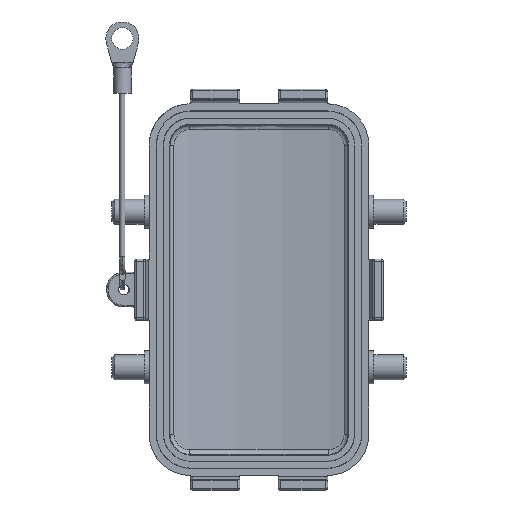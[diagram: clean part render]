
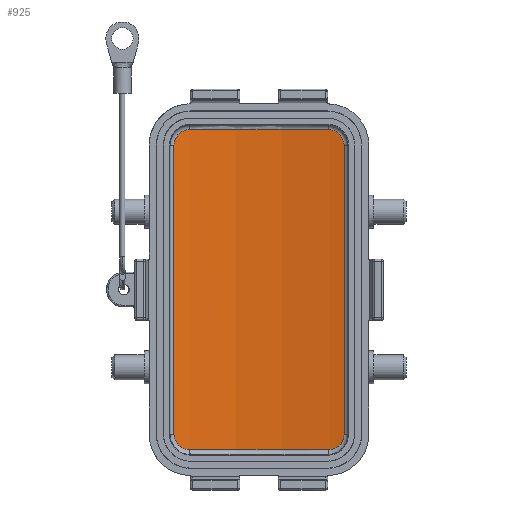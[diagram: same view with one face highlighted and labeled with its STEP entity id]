
A CAD part, front view. The second image highlights one B-rep face of the part: STEP entity #925.
In plain terms, the highlighted cylindrical face has radius 77.4 mm (diameter 154.8 mm), a partial arc.
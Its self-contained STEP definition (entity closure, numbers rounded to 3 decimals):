
#341=B_SPLINE_CURVE_WITH_KNOTS('',3,(#13472,#13473,#13474,#13475,#13476,
#13477),.UNSPECIFIED.,.F.,.F.,(4,2,4),(0.,0.5,1.),.UNSPECIFIED.);
#342=B_SPLINE_CURVE_WITH_KNOTS('',3,(#13479,#13480,#13481,#13482),
 .UNSPECIFIED.,.F.,.F.,(4,4),(0.,1.),.UNSPECIFIED.);
#343=B_SPLINE_CURVE_WITH_KNOTS('',3,(#13484,#13485,#13486,#13487,#13488,
#13489),.UNSPECIFIED.,.F.,.F.,(4,2,4),(0.,0.5,1.),.UNSPECIFIED.);
#344=B_SPLINE_CURVE_WITH_KNOTS('',3,(#13493,#13494,#13495,#13496,#13497,
#13498),.UNSPECIFIED.,.F.,.F.,(4,2,4),(0.,0.5,1.),.UNSPECIFIED.);
#345=B_SPLINE_CURVE_WITH_KNOTS('',3,(#13500,#13501,#13502,#13503),
 .UNSPECIFIED.,.F.,.F.,(4,4),(0.,1.),.UNSPECIFIED.);
#346=B_SPLINE_CURVE_WITH_KNOTS('',3,(#13505,#13506,#13507,#13508,#13509,
#13510),.UNSPECIFIED.,.F.,.F.,(4,2,4),(0.,0.5,1.),.UNSPECIFIED.);
#925=ADVANCED_FACE('NONE',(#1681),#1425,.F.);
#1425=CYLINDRICAL_SURFACE('',#9497,77.4);
#1681=FACE_OUTER_BOUND('',#2243,.T.);
#2243=EDGE_LOOP('',(#3481,#3482,#3483,#3484,#3485,#3486,#3487,#3488));
#3481=ORIENTED_EDGE('',*,*,#6966,.T.);
#3482=ORIENTED_EDGE('',*,*,#6967,.T.);
#3483=ORIENTED_EDGE('',*,*,#6968,.T.);
#3484=ORIENTED_EDGE('',*,*,#6969,.T.);
#3485=ORIENTED_EDGE('',*,*,#6970,.T.);
#3486=ORIENTED_EDGE('',*,*,#6971,.T.);
#3487=ORIENTED_EDGE('',*,*,#6972,.T.);
#3488=ORIENTED_EDGE('',*,*,#6973,.T.);
#6043=VERTEX_POINT('',#13470);
#6044=VERTEX_POINT('',#13471);
#6045=VERTEX_POINT('',#13478);
#6046=VERTEX_POINT('',#13483);
#6047=VERTEX_POINT('',#13490);
#6048=VERTEX_POINT('',#13492);
#6049=VERTEX_POINT('',#13499);
#6050=VERTEX_POINT('',#13504);
#6966=EDGE_CURVE('NONE',#6043,#6044,#8228,.T.);
#6967=EDGE_CURVE('NONE',#6044,#6045,#341,.T.);
#6968=EDGE_CURVE('NONE',#6045,#6046,#342,.T.);
#6969=EDGE_CURVE('NONE',#6046,#6047,#343,.T.);
#6970=EDGE_CURVE('NONE',#6047,#6048,#8229,.T.);
#6971=EDGE_CURVE('NONE',#6048,#6049,#344,.T.);
#6972=EDGE_CURVE('NONE',#6049,#6050,#345,.T.);
#6973=EDGE_CURVE('NONE',#6050,#6043,#346,.T.);
#8228=LINE('',#13469,#8834);
#8229=LINE('',#13491,#8835);
#8834=VECTOR('',#10692,1.);
#8835=VECTOR('',#10693,1.);
#9497=AXIS2_PLACEMENT_3D('',#13511,#10694,#10695);
#10692=DIRECTION('',(0.,0.,1.));
#10693=DIRECTION('',(0.,0.,-1.));
#10694=DIRECTION('',(0.,0.,1.));
#10695=DIRECTION('',(1.,0.,0.));
#13469=CARTESIAN_POINT('',(16.68,2.781,28.564));
#13470=CARTESIAN_POINT('',(16.68,2.781,-28.35));
#13471=CARTESIAN_POINT('',(16.68,2.781,28.35));
#13472=CARTESIAN_POINT('',(16.68,2.781,28.35));
#13473=CARTESIAN_POINT('',(16.678,2.782,29.165));
#13474=CARTESIAN_POINT('',(16.349,2.856,29.932));
#13475=CARTESIAN_POINT('',(15.188,3.098,31.059));
#13476=CARTESIAN_POINT('',(14.428,3.248,31.359));
#13477=CARTESIAN_POINT('',(13.626,3.391,31.359));
#13478=CARTESIAN_POINT('',(13.627,3.393,31.359));
#13479=CARTESIAN_POINT('',(13.626,3.391,31.359));
#13480=CARTESIAN_POINT('',(4.637,4.999,31.345));
#13481=CARTESIAN_POINT('',(-4.637,4.999,31.345));
#13482=CARTESIAN_POINT('',(-13.626,3.391,31.359));
#13483=CARTESIAN_POINT('',(-13.626,3.391,31.359));
#13484=CARTESIAN_POINT('',(-13.626,3.391,31.359));
#13485=CARTESIAN_POINT('',(-14.428,3.248,31.359));
#13486=CARTESIAN_POINT('',(-15.188,3.098,31.059));
#13487=CARTESIAN_POINT('',(-16.349,2.856,29.932));
#13488=CARTESIAN_POINT('',(-16.678,2.782,29.165));
#13489=CARTESIAN_POINT('',(-16.68,2.781,28.35));
#13490=CARTESIAN_POINT('',(-16.68,2.781,28.35));
#13491=CARTESIAN_POINT('',(-16.68,2.781,-28.564));
#13492=CARTESIAN_POINT('',(-16.68,2.781,-28.35));
#13493=CARTESIAN_POINT('',(-16.68,2.781,-28.35));
#13494=CARTESIAN_POINT('',(-16.678,2.782,-29.165));
#13495=CARTESIAN_POINT('',(-16.349,2.856,-29.932));
#13496=CARTESIAN_POINT('',(-15.188,3.098,-31.059));
#13497=CARTESIAN_POINT('',(-14.428,3.248,-31.359));
#13498=CARTESIAN_POINT('',(-13.626,3.391,-31.359));
#13499=CARTESIAN_POINT('',(-13.627,3.393,-31.359));
#13500=CARTESIAN_POINT('',(-13.626,3.391,-31.359));
#13501=CARTESIAN_POINT('',(-4.637,4.999,-31.345));
#13502=CARTESIAN_POINT('',(4.637,4.999,-31.345));
#13503=CARTESIAN_POINT('',(13.626,3.391,-31.359));
#13504=CARTESIAN_POINT('',(13.627,3.393,-31.359));
#13505=CARTESIAN_POINT('',(13.626,3.391,-31.359));
#13506=CARTESIAN_POINT('',(14.428,3.248,-31.359));
#13507=CARTESIAN_POINT('',(15.188,3.098,-31.059));
#13508=CARTESIAN_POINT('',(16.349,2.856,-29.932));
#13509=CARTESIAN_POINT('',(16.678,2.782,-29.165));
#13510=CARTESIAN_POINT('',(16.68,2.781,-28.35));
#13511=CARTESIAN_POINT('',(0.,-72.8,-35.05));
